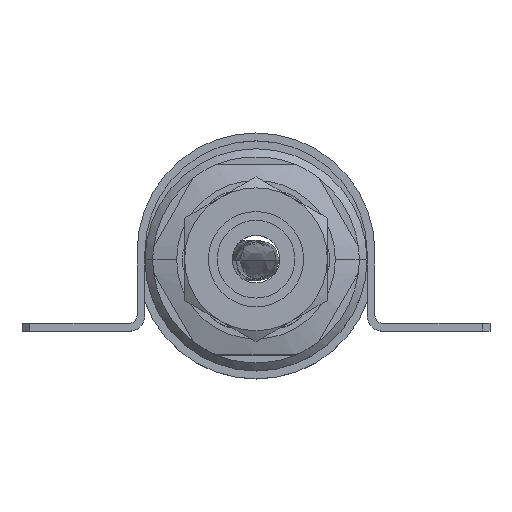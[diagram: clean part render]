
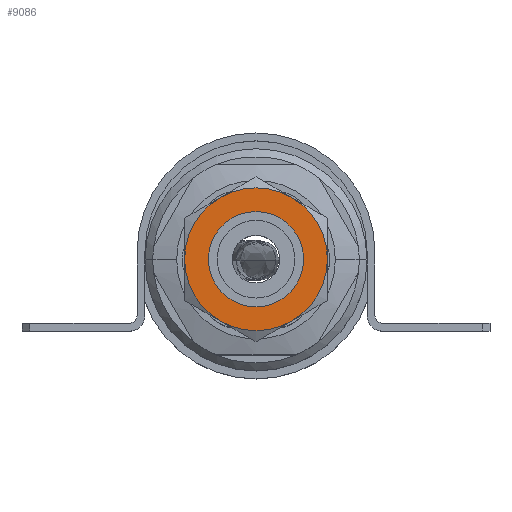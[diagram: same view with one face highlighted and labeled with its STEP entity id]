
A CAD part, top view. The second image highlights one B-rep face of the part: STEP entity #9086.
In plain terms, the highlighted planar face has unit normal (0, 0, 1).
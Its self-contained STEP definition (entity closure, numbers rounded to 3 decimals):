
#25 = CARTESIAN_POINT ( 'NONE',  ( 4.5, -8.794, 55.5 ) ) ;
#27 = CARTESIAN_POINT ( 'NONE',  ( 0., -1., 55.5 ) ) ;
#85 = CIRCLE ( 'NONE', #10941, 9. ) ;
#145 = AXIS2_PLACEMENT_3D ( 'NONE', #9496, #1747, #10790 ) ;
#267 = AXIS2_PLACEMENT_3D ( 'NONE', #14529, #4823, #16647 ) ;
#748 = DIRECTION ( 'NONE',  ( 1., 0., 0. ) ) ;
#801 = DIRECTION ( 'NONE',  ( 0., 0., 1. ) ) ;
#869 = EDGE_CURVE ( 'NONE', #11150, #11836, #9735, .T. ) ;
#1198 = VERTEX_POINT ( 'NONE', #16816 ) ;
#1355 = DIRECTION ( 'NONE',  ( 1., 0., 0. ) ) ;
#1428 = DIRECTION ( 'NONE',  ( 1., 0., 0. ) ) ;
#1555 = CARTESIAN_POINT ( 'NONE',  ( 6., -1., 55.5 ) ) ;
#1747 = DIRECTION ( 'NONE',  ( 0., 0., 1. ) ) ;
#1749 = DIRECTION ( 'NONE',  ( 0., 0., 1. ) ) ;
#1799 = CARTESIAN_POINT ( 'NONE',  ( 0., -1., 55.5 ) ) ;
#1947 = EDGE_CURVE ( 'NONE', #1198, #16204, #12692, .T. ) ;
#1970 = EDGE_CURVE ( 'NONE', #7902, #6909, #8039, .T. ) ;
#2017 = CARTESIAN_POINT ( 'NONE',  ( 4.5, 6.794, 55.5 ) ) ;
#2041 = EDGE_LOOP ( 'NONE', ( #12285, #4824 ) ) ;
#2181 = FACE_OUTER_BOUND ( 'NONE', #8420, .T. ) ;
#2207 = EDGE_CURVE ( 'NONE', #6909, #7902, #8806, .T. ) ;
#2521 = CIRCLE ( 'NONE', #14468, 9. ) ;
#4074 = CARTESIAN_POINT ( 'NONE',  ( -9., 4.196, 55.5 ) ) ;
#4485 = CARTESIAN_POINT ( 'NONE',  ( -6., -1., 55.5 ) ) ;
#4823 = DIRECTION ( 'NONE',  ( 0., 0., 1. ) ) ;
#4824 = ORIENTED_EDGE ( 'NONE', *, *, #2207, .F. ) ;
#5510 = EDGE_CURVE ( 'NONE', #13012, #1198, #85, .T. ) ;
#5614 = DIRECTION ( 'NONE',  ( 1., 0., 0. ) ) ;
#5651 = ORIENTED_EDGE ( 'NONE', *, *, #1947, .T. ) ;
#5665 = DIRECTION ( 'NONE',  ( 0., 0., 1. ) ) ;
#5678 = CARTESIAN_POINT ( 'NONE',  ( 0., -1., 55.5 ) ) ;
#5796 = AXIS2_PLACEMENT_3D ( 'NONE', #1799, #801, #748 ) ;
#6132 = VERTEX_POINT ( 'NONE', #13853 ) ;
#6140 = AXIS2_PLACEMENT_3D ( 'NONE', #6731, #11085, #6672 ) ;
#6505 = PLANE ( 'NONE',  #13811 ) ;
#6672 = DIRECTION ( 'NONE',  ( 1., 0., 0. ) ) ;
#6731 = CARTESIAN_POINT ( 'NONE',  ( 0., -1., 55.5 ) ) ;
#6909 = VERTEX_POINT ( 'NONE', #4485 ) ;
#7703 = CARTESIAN_POINT ( 'NONE',  ( 0., -1., 55.5 ) ) ;
#7902 = VERTEX_POINT ( 'NONE', #1555 ) ;
#8039 = CIRCLE ( 'NONE', #11325, 6. ) ;
#8420 = EDGE_LOOP ( 'NONE', ( #15730, #14610, #14825, #5651, #13159, #16722 ) ) ;
#8579 = EDGE_CURVE ( 'NONE', #6132, #11150, #9678, .T. ) ;
#8806 = CIRCLE ( 'NONE', #267, 6. ) ;
#8986 = DIRECTION ( 'NONE',  ( 1., 0., 0. ) ) ;
#9086 = ADVANCED_FACE ( 'NONE', ( #2181, #15990 ), #6505, .T. ) ;
#9104 = DIRECTION ( 'NONE',  ( 0., 0., 1. ) ) ;
#9187 = DIRECTION ( 'NONE',  ( 0., 0., 1. ) ) ;
#9496 = CARTESIAN_POINT ( 'NONE',  ( 0., -1., 55.5 ) ) ;
#9497 = CARTESIAN_POINT ( 'NONE',  ( 0., -1., 55.5 ) ) ;
#9554 = EDGE_CURVE ( 'NONE', #11836, #13012, #13103, .T. ) ;
#9678 = CIRCLE ( 'NONE', #14802, 9. ) ;
#9735 = CIRCLE ( 'NONE', #5796, 9. ) ;
#10790 = DIRECTION ( 'NONE',  ( 1., 0., 0. ) ) ;
#10791 = DIRECTION ( 'NONE',  ( 1., 0., 0. ) ) ;
#10941 = AXIS2_PLACEMENT_3D ( 'NONE', #9497, #1749, #10791 ) ;
#11058 = EDGE_CURVE ( 'NONE', #16204, #6132, #2521, .T. ) ;
#11085 = DIRECTION ( 'NONE',  ( 0., 0., 1. ) ) ;
#11150 = VERTEX_POINT ( 'NONE', #25 ) ;
#11325 = AXIS2_PLACEMENT_3D ( 'NONE', #5678, #5665, #5614 ) ;
#11836 = VERTEX_POINT ( 'NONE', #16009 ) ;
#12285 = ORIENTED_EDGE ( 'NONE', *, *, #1970, .F. ) ;
#12692 = CIRCLE ( 'NONE', #6140, 9. ) ;
#13012 = VERTEX_POINT ( 'NONE', #2017 ) ;
#13103 = CIRCLE ( 'NONE', #145, 9. ) ;
#13159 = ORIENTED_EDGE ( 'NONE', *, *, #11058, .T. ) ;
#13811 = AXIS2_PLACEMENT_3D ( 'NONE', #4074, #9187, #1428 ) ;
#13853 = CARTESIAN_POINT ( 'NONE',  ( -4.5, -8.794, 55.5 ) ) ;
#14468 = AXIS2_PLACEMENT_3D ( 'NONE', #7703, #16802, #8986 ) ;
#14529 = CARTESIAN_POINT ( 'NONE',  ( 0., -1., 55.5 ) ) ;
#14610 = ORIENTED_EDGE ( 'NONE', *, *, #9554, .T. ) ;
#14802 = AXIS2_PLACEMENT_3D ( 'NONE', #27, #9104, #1355 ) ;
#14825 = ORIENTED_EDGE ( 'NONE', *, *, #5510, .T. ) ;
#15730 = ORIENTED_EDGE ( 'NONE', *, *, #869, .T. ) ;
#15990 = FACE_BOUND ( 'NONE', #2041, .T. ) ;
#16009 = CARTESIAN_POINT ( 'NONE',  ( 9., -1., 55.5 ) ) ;
#16204 = VERTEX_POINT ( 'NONE', #16699 ) ;
#16647 = DIRECTION ( 'NONE',  ( 1., 0., 0. ) ) ;
#16699 = CARTESIAN_POINT ( 'NONE',  ( -9., -1., 55.5 ) ) ;
#16722 = ORIENTED_EDGE ( 'NONE', *, *, #8579, .T. ) ;
#16802 = DIRECTION ( 'NONE',  ( 0., 0., 1. ) ) ;
#16816 = CARTESIAN_POINT ( 'NONE',  ( -4.5, 6.794, 55.5 ) ) ;
